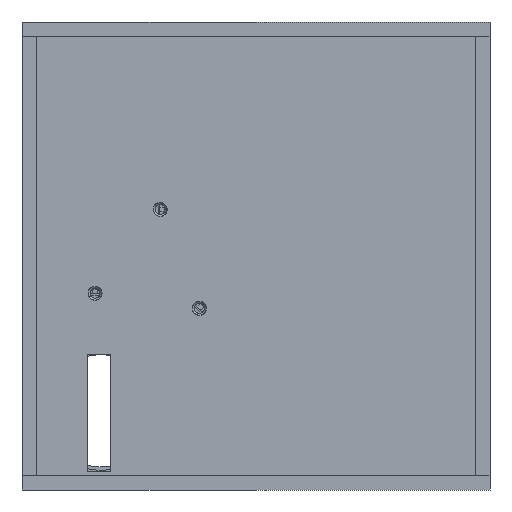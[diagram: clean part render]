
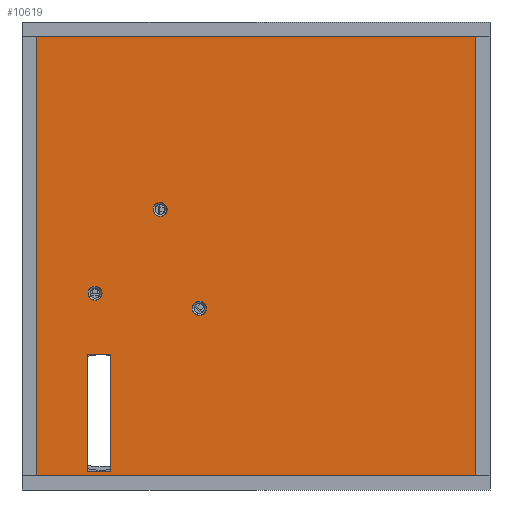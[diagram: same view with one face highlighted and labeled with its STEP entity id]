
A CAD part, front view. The second image highlights one B-rep face of the part: STEP entity #10619.
In plain terms, the highlighted planar face has unit normal (0, -1, 0).
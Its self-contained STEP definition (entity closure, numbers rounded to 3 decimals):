
#1562=LINE('',#18812,#2741);
#1565=LINE('',#18818,#2744);
#1568=LINE('',#18824,#2747);
#1571=LINE('',#18828,#2750);
#1572=LINE('',#18832,#2751);
#1576=LINE('',#18840,#2755);
#1579=LINE('',#18846,#2758);
#1582=LINE('',#18851,#2761);
#2741=VECTOR('',#14120,10.);
#2744=VECTOR('',#14125,10.);
#2747=VECTOR('',#14130,10.);
#2750=VECTOR('',#14135,10.);
#2751=VECTOR('',#14138,10.);
#2755=VECTOR('',#14144,10.);
#2758=VECTOR('',#14149,10.);
#2761=VECTOR('',#14154,10.);
#2961=FACE_BOUND('',#4131,.T.);
#2962=FACE_BOUND('',#4132,.T.);
#2963=FACE_BOUND('',#4133,.T.);
#2964=FACE_BOUND('',#4134,.T.);
#3512=FACE_OUTER_BOUND('',#4130,.T.);
#4130=EDGE_LOOP('',(#9524,#9525,#9526,#9527));
#4131=EDGE_LOOP('',(#9528));
#4132=EDGE_LOOP('',(#9529));
#4133=EDGE_LOOP('',(#9530));
#4134=EDGE_LOOP('',(#9531,#9532,#9533,#9534));
#4370=CIRCLE('',#11435,1.5);
#4372=CIRCLE('',#11438,1.5);
#4374=CIRCLE('',#11441,1.5);
#5264=VERTEX_POINT('',#18790);
#5266=VERTEX_POINT('',#18796);
#5268=VERTEX_POINT('',#18802);
#5271=VERTEX_POINT('',#18809);
#5272=VERTEX_POINT('',#18811);
#5274=VERTEX_POINT('',#18817);
#5276=VERTEX_POINT('',#18823);
#5277=VERTEX_POINT('',#18830);
#5278=VERTEX_POINT('',#18831);
#5281=VERTEX_POINT('',#18839);
#5283=VERTEX_POINT('',#18845);
#6676=EDGE_CURVE('',#5264,#5264,#4370,.T.);
#6679=EDGE_CURVE('',#5266,#5266,#4372,.T.);
#6682=EDGE_CURVE('',#5268,#5268,#4374,.T.);
#6685=EDGE_CURVE('',#5272,#5271,#1562,.T.);
#6688=EDGE_CURVE('',#5274,#5272,#1565,.T.);
#6691=EDGE_CURVE('',#5276,#5274,#1568,.T.);
#6694=EDGE_CURVE('',#5271,#5276,#1571,.T.);
#6695=EDGE_CURVE('',#5277,#5278,#1572,.T.);
#6699=EDGE_CURVE('',#5277,#5281,#1576,.T.);
#6702=EDGE_CURVE('',#5281,#5283,#1579,.T.);
#6705=EDGE_CURVE('',#5278,#5283,#1582,.T.);
#9524=ORIENTED_EDGE('',*,*,#6705,.F.);
#9525=ORIENTED_EDGE('',*,*,#6695,.F.);
#9526=ORIENTED_EDGE('',*,*,#6699,.T.);
#9527=ORIENTED_EDGE('',*,*,#6702,.T.);
#9528=ORIENTED_EDGE('',*,*,#6676,.T.);
#9529=ORIENTED_EDGE('',*,*,#6679,.T.);
#9530=ORIENTED_EDGE('',*,*,#6682,.T.);
#9531=ORIENTED_EDGE('',*,*,#6691,.T.);
#9532=ORIENTED_EDGE('',*,*,#6688,.T.);
#9533=ORIENTED_EDGE('',*,*,#6685,.T.);
#9534=ORIENTED_EDGE('',*,*,#6694,.T.);
#10047=PLANE('',#11451);
#10619=ADVANCED_FACE('',(#3512,#2961,#2962,#2963,#2964),#10047,.F.);
#11435=AXIS2_PLACEMENT_3D('',#18792,#14100,#14101);
#11438=AXIS2_PLACEMENT_3D('',#18798,#14107,#14108);
#11441=AXIS2_PLACEMENT_3D('',#18804,#14114,#14115);
#11451=AXIS2_PLACEMENT_3D('',#18854,#14158,#14159);
#14100=DIRECTION('center_axis',(0.,1.,0.));
#14101=DIRECTION('ref_axis',(0.707,0.,-0.707));
#14107=DIRECTION('center_axis',(0.,1.,0.));
#14108=DIRECTION('ref_axis',(-0.026,0.,-1.));
#14114=DIRECTION('center_axis',(0.,1.,0.));
#14115=DIRECTION('ref_axis',(1.,0.,0.));
#14120=DIRECTION('',(0.,0.,-1.));
#14125=DIRECTION('',(1.,0.,0.));
#14130=DIRECTION('',(0.,0.,1.));
#14135=DIRECTION('',(-1.,0.,0.));
#14138=DIRECTION('',(1.,0.,0.));
#14144=DIRECTION('',(0.,0.,-1.));
#14149=DIRECTION('',(1.,0.,0.));
#14154=DIRECTION('',(0.,0.,-1.));
#14158=DIRECTION('center_axis',(0.,1.,0.));
#14159=DIRECTION('ref_axis',(1.,0.,0.));
#18790=CARTESIAN_POINT('',(33.826,0.,-57.119));
#18792=CARTESIAN_POINT('Origin',(34.887,0.,-58.18));
#18796=CARTESIAN_POINT('',(26.564,0.,-35.554));
#18798=CARTESIAN_POINT('Origin',(26.525,0.,
-37.054));
#18802=CARTESIAN_POINT('',(11.115,0.,-54.966));
#18804=CARTESIAN_POINT('Origin',(12.615,0.,
-54.966));
#18809=CARTESIAN_POINT('',(15.931,0.,-93.003));
#18811=CARTESIAN_POINT('',(15.931,0.,-68.003));
#18812=CARTESIAN_POINT('',(15.931,0.,-57.502));
#18817=CARTESIAN_POINT('',(10.931,0.,-68.003));
#18818=CARTESIAN_POINT('',(28.965,0.,-68.003));
#18823=CARTESIAN_POINT('',(10.931,0.,-93.003));
#18824=CARTESIAN_POINT('',(10.931,0.,-70.002));
#18828=CARTESIAN_POINT('',(31.465,0.,-93.003));
#18830=CARTESIAN_POINT('',(0.,0.,0.));
#18831=CARTESIAN_POINT('',(94.,0.,0.));
#18832=CARTESIAN_POINT('',(-3.,0.,0.));
#18839=CARTESIAN_POINT('',(0.,0.,-94.));
#18840=CARTESIAN_POINT('',(0.,0.,0.));
#18845=CARTESIAN_POINT('',(94.,0.,-94.));
#18846=CARTESIAN_POINT('',(-3.,0.,-94.));
#18851=CARTESIAN_POINT('',(94.,0.,0.));
#18854=CARTESIAN_POINT('Origin',(47.,0.,-47.));
